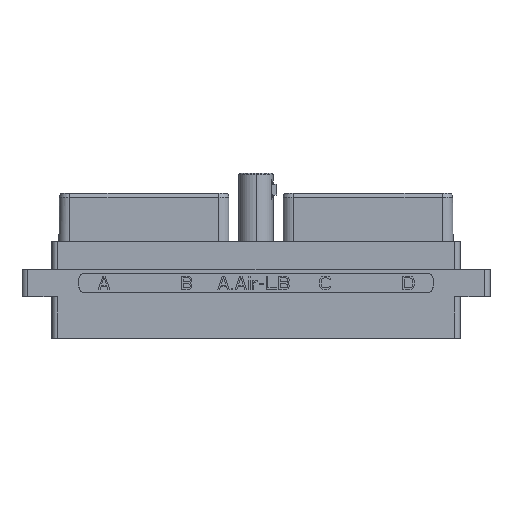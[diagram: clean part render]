
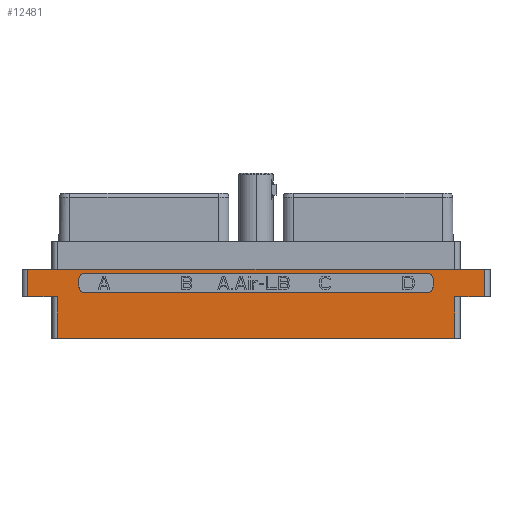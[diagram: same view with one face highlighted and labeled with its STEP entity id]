
A CAD part, top view. The second image highlights one B-rep face of the part: STEP entity #12481.
In plain terms, the highlighted planar face has unit normal (0, 0, 1).
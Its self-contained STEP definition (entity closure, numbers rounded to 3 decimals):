
#649=CARTESIAN_POINT('',(-31.5,-6.86,7.965));
#650=DIRECTION('',(0.,0.,1.));
#651=DIRECTION('',(0.,1.,0.));
#652=AXIS2_PLACEMENT_3D('',#649,#650,#651);
#654=DIRECTION('',(0.,-1.,0.));
#655=VECTOR('',#654,1.5);
#656=CARTESIAN_POINT('',(-32.485,-6.86,7.965));
#657=LINE('',#656,#655);
#658=CARTESIAN_POINT('',(-31.5,-8.36,7.965));
#659=DIRECTION('',(0.,0.,1.));
#660=DIRECTION('',(-1.,0.,0.));
#661=AXIS2_PLACEMENT_3D('',#658,#659,#660);
#663=DIRECTION('',(1.,0.,0.));
#664=VECTOR('',#663,63.);
#665=CARTESIAN_POINT('',(-31.5,-9.345,7.965));
#666=LINE('',#665,#664);
#667=CARTESIAN_POINT('',(31.5,-8.36,7.965));
#668=DIRECTION('',(0.,0.,1.));
#669=DIRECTION('',(0.,-1.,0.));
#670=AXIS2_PLACEMENT_3D('',#667,#668,#669);
#672=DIRECTION('',(0.,1.,0.));
#673=VECTOR('',#672,1.5);
#674=CARTESIAN_POINT('',(32.485,-8.36,7.965));
#675=LINE('',#674,#673);
#676=CARTESIAN_POINT('',(31.5,-6.86,7.965));
#677=DIRECTION('',(0.,0.,1.));
#678=DIRECTION('',(1.,0.,0.));
#679=AXIS2_PLACEMENT_3D('',#676,#677,#678);
#681=DIRECTION('',(-1.,0.,0.));
#682=VECTOR('',#681,63.);
#683=CARTESIAN_POINT('',(31.5,-5.875,7.965));
#684=LINE('',#683,#682);
#694=DIRECTION('',(0.,-1.,0.));
#695=VECTOR('',#694,4.99);
#696=CARTESIAN_POINT('',(41.93,-5.135,7.965));
#697=LINE('',#696,#695);
#703=DIRECTION('',(-1.,0.,0.));
#704=VECTOR('',#703,83.86);
#705=CARTESIAN_POINT('',(41.93,-5.135,7.965));
#706=LINE('',#705,#704);
#765=DIRECTION('',(0.,-1.,0.));
#766=VECTOR('',#765,4.99);
#767=CARTESIAN_POINT('',(-41.93,-5.135,7.965));
#768=LINE('',#767,#766);
#796=DIRECTION('',(1.,0.,0.));
#797=VECTOR('',#796,5.48);
#798=CARTESIAN_POINT('',(-41.93,-10.125,7.965));
#799=LINE('',#798,#797);
#835=DIRECTION('',(1.,0.,0.));
#836=VECTOR('',#835,72.9);
#837=CARTESIAN_POINT('',(-36.45,-17.825,7.965));
#838=LINE('',#837,#836);
#856=DIRECTION('',(0.,-1.,0.));
#857=VECTOR('',#856,7.7);
#858=CARTESIAN_POINT('',(-36.45,-10.125,7.965));
#859=LINE('',#858,#857);
#883=DIRECTION('',(0.,-1.,0.));
#884=VECTOR('',#883,7.7);
#885=CARTESIAN_POINT('',(36.45,-10.125,7.965));
#886=LINE('',#885,#884);
#909=DIRECTION('',(1.,0.,0.));
#910=VECTOR('',#909,5.48);
#911=CARTESIAN_POINT('',(36.45,-10.125,7.965));
#912=LINE('',#911,#910);
#9783=CARTESIAN_POINT('',(41.93,-10.125,7.965));
#9784=VERTEX_POINT('',#9783);
#9785=CARTESIAN_POINT('',(41.93,-5.135,7.965));
#9786=VERTEX_POINT('',#9785);
#9799=CARTESIAN_POINT('',(36.45,-17.825,7.965));
#9800=VERTEX_POINT('',#9799);
#9801=CARTESIAN_POINT('',(36.45,-10.125,7.965));
#9802=VERTEX_POINT('',#9801);
#9811=CARTESIAN_POINT('',(-36.45,-10.125,7.965));
#9812=CARTESIAN_POINT('',(-36.45,-17.825,7.965));
#9813=VERTEX_POINT('',#9811);
#9814=VERTEX_POINT('',#9812);
#9819=CARTESIAN_POINT('',(-41.93,-5.135,7.965));
#9820=CARTESIAN_POINT('',(-41.93,-10.125,7.965));
#9821=VERTEX_POINT('',#9819);
#9822=VERTEX_POINT('',#9820);
#9939=CARTESIAN_POINT('',(-31.5,-5.875,7.965));
#9940=CARTESIAN_POINT('',(-32.485,-6.86,7.965));
#9941=VERTEX_POINT('',#9939);
#9942=VERTEX_POINT('',#9940);
#9943=CARTESIAN_POINT('',(-32.485,-8.36,7.965));
#9944=VERTEX_POINT('',#9943);
#9945=CARTESIAN_POINT('',(-31.5,-9.345,7.965));
#9946=VERTEX_POINT('',#9945);
#9947=CARTESIAN_POINT('',(31.5,-9.345,7.965));
#9948=VERTEX_POINT('',#9947);
#9949=CARTESIAN_POINT('',(32.485,-8.36,7.965));
#9950=VERTEX_POINT('',#9949);
#9951=CARTESIAN_POINT('',(32.485,-6.86,7.965));
#9952=VERTEX_POINT('',#9951);
#9953=CARTESIAN_POINT('',(31.5,-5.875,7.965));
#9954=VERTEX_POINT('',#9953);
#12441=CARTESIAN_POINT('',(-42.93,-5.15,7.965));
#12442=DIRECTION('',(0.,0.,1.));
#12443=DIRECTION('',(1.,0.,0.));
#12444=AXIS2_PLACEMENT_3D('',#12441,#12442,#12443);
#12445=PLANE('',#12444);
#12447=ORIENTED_EDGE('',*,*,#12446,.T.);
#12449=ORIENTED_EDGE('',*,*,#12448,.F.);
#12451=ORIENTED_EDGE('',*,*,#12450,.T.);
#12453=ORIENTED_EDGE('',*,*,#12452,.F.);
#12455=ORIENTED_EDGE('',*,*,#12454,.F.);
#12457=ORIENTED_EDGE('',*,*,#12456,.F.);
#12459=ORIENTED_EDGE('',*,*,#12458,.F.);
#12461=ORIENTED_EDGE('',*,*,#12460,.F.);
#12462=EDGE_LOOP('',(#12447,#12449,#12451,#12453,#12455,#12457,#12459,#12461));
#12463=FACE_OUTER_BOUND('',#12462,.F.);
#12464=ORIENTED_EDGE('',*,*,#12431,.T.);
#12466=ORIENTED_EDGE('',*,*,#12465,.T.);
#12468=ORIENTED_EDGE('',*,*,#12467,.T.);
#12470=ORIENTED_EDGE('',*,*,#12469,.T.);
#12472=ORIENTED_EDGE('',*,*,#12471,.T.);
#12474=ORIENTED_EDGE('',*,*,#12473,.T.);
#12476=ORIENTED_EDGE('',*,*,#12475,.T.);
#12478=ORIENTED_EDGE('',*,*,#12477,.T.);
#12479=EDGE_LOOP('',(#12464,#12466,#12468,#12470,#12472,#12474,#12476,#12478));
#12480=FACE_BOUND('',#12479,.F.);
#12481=ADVANCED_FACE('',(#12463,#12480),#12445,.T.);
#653=CIRCLE('',#652,0.985);
#662=CIRCLE('',#661,0.985);
#671=CIRCLE('',#670,0.985);
#680=CIRCLE('',#679,0.985);
#12431=EDGE_CURVE('',#9941,#9942,#653,.T.);
#12446=EDGE_CURVE('',#9786,#9784,#697,.T.);
#12448=EDGE_CURVE('',#9802,#9784,#912,.T.);
#12450=EDGE_CURVE('',#9802,#9800,#886,.T.);
#12452=EDGE_CURVE('',#9814,#9800,#838,.T.);
#12454=EDGE_CURVE('',#9813,#9814,#859,.T.);
#12456=EDGE_CURVE('',#9822,#9813,#799,.T.);
#12458=EDGE_CURVE('',#9821,#9822,#768,.T.);
#12460=EDGE_CURVE('',#9786,#9821,#706,.T.);
#12465=EDGE_CURVE('',#9942,#9944,#657,.T.);
#12467=EDGE_CURVE('',#9944,#9946,#662,.T.);
#12469=EDGE_CURVE('',#9946,#9948,#666,.T.);
#12471=EDGE_CURVE('',#9948,#9950,#671,.T.);
#12473=EDGE_CURVE('',#9950,#9952,#675,.T.);
#12475=EDGE_CURVE('',#9952,#9954,#680,.T.);
#12477=EDGE_CURVE('',#9954,#9941,#684,.T.);
